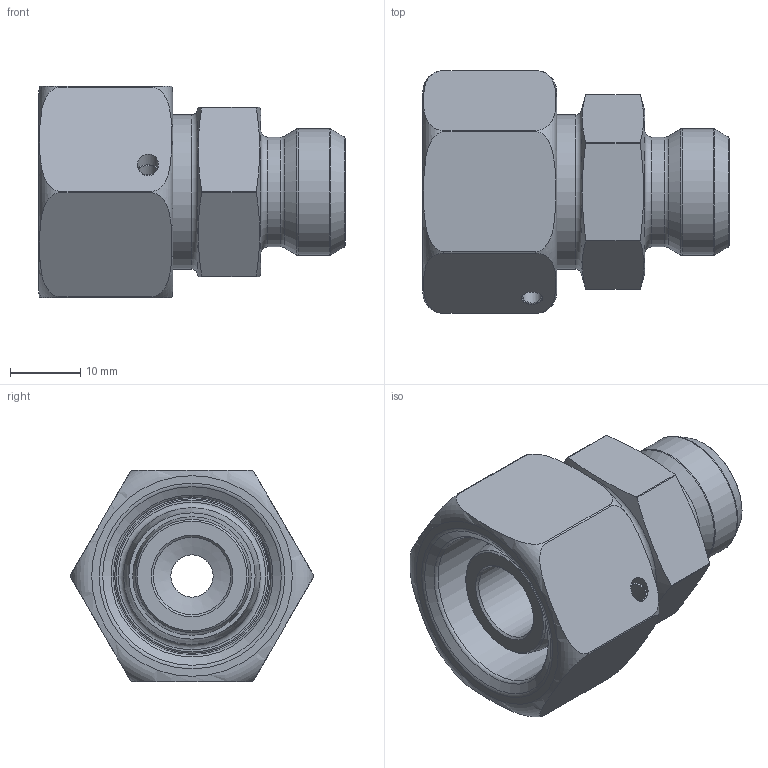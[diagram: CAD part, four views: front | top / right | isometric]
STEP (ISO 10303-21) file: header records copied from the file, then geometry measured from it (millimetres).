
FILE_DESCRIPTION(/* description */ (''),/* implementation_level */ '2;1');
FILE_NAME(/* name */ 'GDA1610.stp',/* time_stamp */ '2025-01-17T07:42:42+01:00',/* author */ (''),/* organization */ (''),/* preprocessor_version */ 'ST-DEVELOPER v16',/* originating_system */ 'SIEMENS PLM Software NX 10.0',/* authorisation */ '');
FILE_SCHEMA (('CONFIG_CONTROL_DESIGN'));
Length unit declared in the file: millimetre
Products named in the file (5): X-ST16; X-OR-16; X-MT16; X-GDA1610; GDA1610
Assembly tree (4 placements, depth 2):
  GDA1610
    X-GDA1610
    X-MT16
    X-OR-16
    X-ST16
Bounding box: 43.5 x 34.5 x 30 mm (x, y, z)
Volume: 17045.9 mm3; surface area: 9598.7 mm2
Topology: 4 solids, 4 shells, 275 faces, 734 edges, 482 vertices
Faces by surface type: plane 203, cylinder 23, torus 20, cone 14, extrusion 12, bspline 2, revolution 1
Full cylindrical faces by diameter (mm): 2.65 x1, 3 x1, 6 x1, 10.195 x1, 11 x1, 15.6 x1, 18 x1, 21.955 x2, 22.245 x1, 22.376 x1
Entity records: 9748 total; most frequent: CARTESIAN_POINT 3396, ORIENTED_EDGE 1338, DIRECTION 883, EDGE_CURVE 669, VERTEX_POINT 465, B_SPLINE_CURVE_WITH_KNOTS 411, EDGE_LOOP 343, AXIS2_PLACEMENT_3D 334
